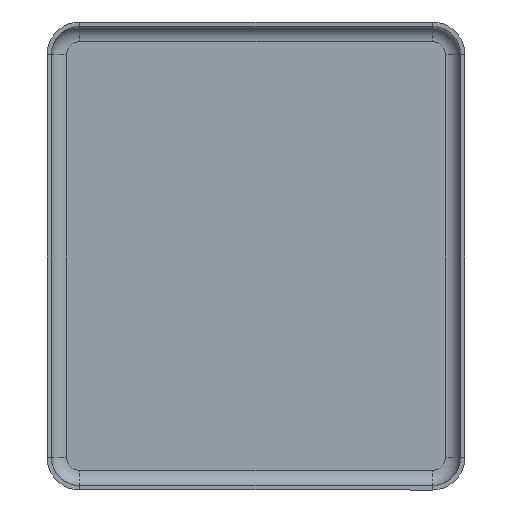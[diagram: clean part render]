
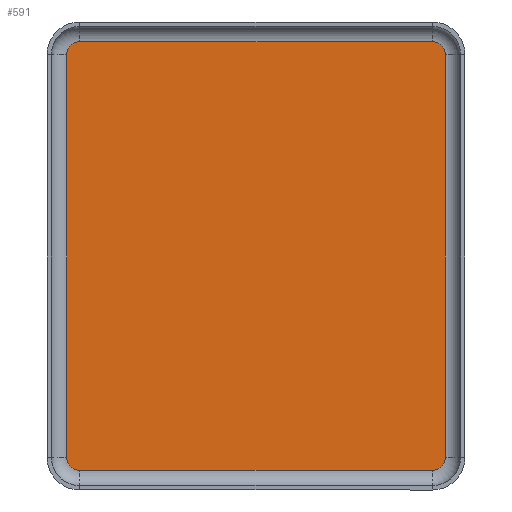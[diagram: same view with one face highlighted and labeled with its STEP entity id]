
A CAD part, front view. The second image highlights one B-rep face of the part: STEP entity #591.
In plain terms, the highlighted planar face has unit normal (0, -1, 0).
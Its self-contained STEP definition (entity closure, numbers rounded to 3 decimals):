
#39 = VERTEX_POINT ( 'NONE', #278 ) ;
#47 = EDGE_CURVE ( 'NONE', #917, #1155, #113, .T. ) ;
#55 = CARTESIAN_POINT ( 'NONE',  ( 8.1, -0.2, 9.85 ) ) ;
#68 = EDGE_CURVE ( 'NONE', #572, #227, #642, .T. ) ;
#113 = CIRCLE ( 'NONE', #168, 0.6 ) ;
#119 = VERTEX_POINT ( 'NONE', #1075 ) ;
#163 = ORIENTED_EDGE ( 'NONE', *, *, #223, .F. ) ;
#168 = AXIS2_PLACEMENT_3D ( 'NONE', #1173, #910, #994 ) ;
#194 = EDGE_CURVE ( 'NONE', #227, #39, #355, .T. ) ;
#207 = ORIENTED_EDGE ( 'NONE', *, *, #398, .F. ) ;
#211 = LINE ( 'NONE', #1124, #832 ) ;
#223 = EDGE_CURVE ( 'NONE', #1155, #119, #211, .T. ) ;
#227 = VERTEX_POINT ( 'NONE', #763 ) ;
#258 = DIRECTION ( 'NONE',  ( 0., 1., 0. ) ) ;
#265 = VECTOR ( 'NONE', #906, 1000. ) ;
#278 = CARTESIAN_POINT ( 'NONE',  ( 8.1, -0.2, -9.85 ) ) ;
#284 = CARTESIAN_POINT ( 'NONE',  ( 8.1, -0.2, 9.25 ) ) ;
#294 = DIRECTION ( 'NONE',  ( 0., 0., 1. ) ) ;
#299 = AXIS2_PLACEMENT_3D ( 'NONE', #583, #320, #335 ) ;
#320 = DIRECTION ( 'NONE',  ( 0., 1., 0. ) ) ;
#335 = DIRECTION ( 'NONE',  ( 0., 0., 1. ) ) ;
#351 = CARTESIAN_POINT ( 'NONE',  ( 8.1, -0.2, -9.85 ) ) ;
#355 = CIRCLE ( 'NONE', #389, 0.6 ) ;
#366 = EDGE_CURVE ( 'NONE', #712, #468, #431, .T. ) ;
#384 = CARTESIAN_POINT ( 'NONE',  ( 8.1, -0.2, -9.25 ) ) ;
#389 = AXIS2_PLACEMENT_3D ( 'NONE', #384, #489, #667 ) ;
#398 = EDGE_CURVE ( 'NONE', #468, #572, #1147, .T. ) ;
#404 = AXIS2_PLACEMENT_3D ( 'NONE', #284, #504, #711 ) ;
#414 = ORIENTED_EDGE ( 'NONE', *, *, #366, .F. ) ;
#419 = CARTESIAN_POINT ( 'NONE',  ( -8.1, -0.2, 9.85 ) ) ;
#423 = CARTESIAN_POINT ( 'NONE',  ( -8.7, -0.2, -9.25 ) ) ;
#431 = LINE ( 'NONE', #419, #1079 ) ;
#442 = CARTESIAN_POINT ( 'NONE',  ( -8.1, -0.2, 9.25 ) ) ;
#468 = VERTEX_POINT ( 'NONE', #55 ) ;
#489 = DIRECTION ( 'NONE',  ( 0., 1., 0. ) ) ;
#504 = DIRECTION ( 'NONE',  ( 0., -1., 0. ) ) ;
#519 = ORIENTED_EDGE ( 'NONE', *, *, #670, .F. ) ;
#556 = EDGE_LOOP ( 'NONE', ( #207, #414, #519, #163, #927, #655, #580, #645 ) ) ;
#560 = EDGE_CURVE ( 'NONE', #39, #917, #1167, .T. ) ;
#572 = VERTEX_POINT ( 'NONE', #904 ) ;
#580 = ORIENTED_EDGE ( 'NONE', *, *, #194, .F. ) ;
#582 = VECTOR ( 'NONE', #718, 1000. ) ;
#583 = CARTESIAN_POINT ( 'NONE',  ( 8.1, -0.2, 9.25 ) ) ;
#591 = ADVANCED_FACE ( 'NONE', ( #736 ), #1097, .T. ) ;
#592 = DIRECTION ( 'NONE',  ( 0., 0., 1. ) ) ;
#642 = LINE ( 'NONE', #893, #265 ) ;
#645 = ORIENTED_EDGE ( 'NONE', *, *, #68, .F. ) ;
#655 = ORIENTED_EDGE ( 'NONE', *, *, #560, .F. ) ;
#667 = DIRECTION ( 'NONE',  ( 0., 0., 1. ) ) ;
#670 = EDGE_CURVE ( 'NONE', #119, #712, #1127, .T. ) ;
#711 = DIRECTION ( 'NONE',  ( 0., 0., -1. ) ) ;
#712 = VERTEX_POINT ( 'NONE', #875 ) ;
#718 = DIRECTION ( 'NONE',  ( -1., 0., 0. ) ) ;
#736 = FACE_OUTER_BOUND ( 'NONE', #556, .T. ) ;
#747 = CARTESIAN_POINT ( 'NONE',  ( -8.1, -0.2, -9.85 ) ) ;
#751 = AXIS2_PLACEMENT_3D ( 'NONE', #442, #258, #592 ) ;
#763 = CARTESIAN_POINT ( 'NONE',  ( 8.7, -0.2, -9.25 ) ) ;
#785 = DIRECTION ( 'NONE',  ( 1., 0., 0. ) ) ;
#832 = VECTOR ( 'NONE', #294, 1000. ) ;
#875 = CARTESIAN_POINT ( 'NONE',  ( -8.1, -0.2, 9.85 ) ) ;
#893 = CARTESIAN_POINT ( 'NONE',  ( 8.7, -0.2, 9.25 ) ) ;
#904 = CARTESIAN_POINT ( 'NONE',  ( 8.7, -0.2, 9.25 ) ) ;
#906 = DIRECTION ( 'NONE',  ( 0., 0., -1. ) ) ;
#910 = DIRECTION ( 'NONE',  ( 0., 1., 0. ) ) ;
#917 = VERTEX_POINT ( 'NONE', #747 ) ;
#927 = ORIENTED_EDGE ( 'NONE', *, *, #47, .F. ) ;
#994 = DIRECTION ( 'NONE',  ( 0., 0., 1. ) ) ;
#1075 = CARTESIAN_POINT ( 'NONE',  ( -8.7, -0.2, 9.25 ) ) ;
#1079 = VECTOR ( 'NONE', #785, 1000. ) ;
#1097 = PLANE ( 'NONE',  #404 ) ;
#1124 = CARTESIAN_POINT ( 'NONE',  ( -8.7, -0.2, -9.25 ) ) ;
#1127 = CIRCLE ( 'NONE', #751, 0.6 ) ;
#1147 = CIRCLE ( 'NONE', #299, 0.6 ) ;
#1155 = VERTEX_POINT ( 'NONE', #423 ) ;
#1167 = LINE ( 'NONE', #351, #582 ) ;
#1173 = CARTESIAN_POINT ( 'NONE',  ( -8.1, -0.2, -9.25 ) ) ;
